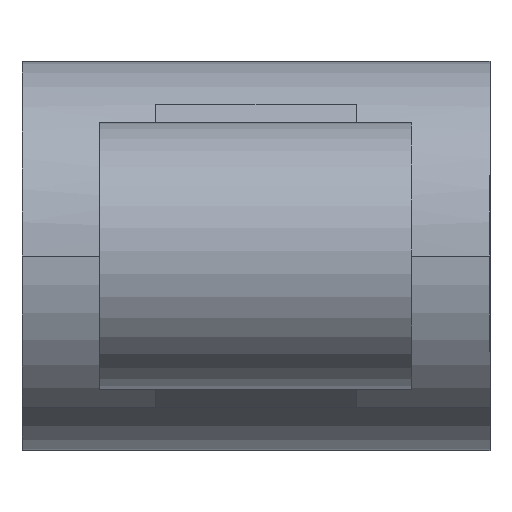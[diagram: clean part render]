
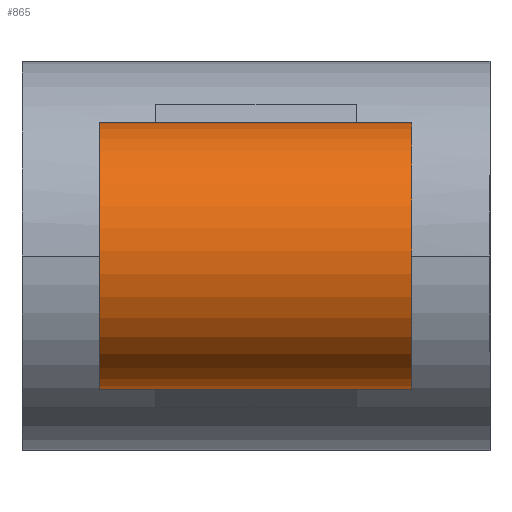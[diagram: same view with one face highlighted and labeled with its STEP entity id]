
A CAD part, left-side view. The second image highlights one B-rep face of the part: STEP entity #865.
In plain terms, the highlighted cylindrical face has radius 304.8 mm (diameter 609.6 mm), a partial arc.
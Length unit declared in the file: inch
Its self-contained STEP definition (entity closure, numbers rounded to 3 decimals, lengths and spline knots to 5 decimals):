
#192=CARTESIAN_POINT('',(-89.,-9.,0.));
#193=DIRECTION('',(0.,-1.,0.));
#194=DIRECTION('',(1.,0.,0.));
#195=AXIS2_PLACEMENT_3D('',#192,#193,#194);
#285=CARTESIAN_POINT('',(-89.,9.,0.));
#286=DIRECTION('',(0.,-1.,0.));
#287=DIRECTION('',(1.,0.,0.));
#288=AXIS2_PLACEMENT_3D('',#285,#286,#287);
#334=DIRECTION('',(0.,1.,0.));
#335=VECTOR('',#334,18.);
#336=CARTESIAN_POINT('',(-83.65014,-9.,10.74146));
#337=LINE('',#336,#335);
#338=DIRECTION('',(0.,1.,0.));
#339=VECTOR('',#338,5.);
#340=CARTESIAN_POINT('',(-77.,-14.,0.));
#341=LINE('',#340,#339);
#342=CARTESIAN_POINT('',(-89.,-14.,0.));
#343=DIRECTION('',(0.,-1.,0.));
#344=DIRECTION('',(1.,0.,0.));
#345=AXIS2_PLACEMENT_3D('',#342,#343,#344);
#347=DIRECTION('',(0.,1.,0.));
#348=VECTOR('',#347,5.);
#349=CARTESIAN_POINT('',(-83.65014,-14.,-10.74146));
#350=LINE('',#349,#348);
#351=DIRECTION('',(0.,1.,0.));
#352=VECTOR('',#351,18.);
#353=CARTESIAN_POINT('',(-83.65014,-9.,-10.74146));
#354=LINE('',#353,#352);
#355=DIRECTION('',(0.,1.,0.));
#356=VECTOR('',#355,5.);
#357=CARTESIAN_POINT('',(-83.65014,9.,-10.74146));
#358=LINE('',#357,#356);
#359=CARTESIAN_POINT('',(-89.,14.,0.));
#360=DIRECTION('',(0.,1.,0.));
#361=DIRECTION('',(0.446,0.,-0.895));
#362=AXIS2_PLACEMENT_3D('',#359,#360,#361);
#364=DIRECTION('',(0.,-1.,0.));
#365=VECTOR('',#364,5.);
#366=CARTESIAN_POINT('',(-77.,14.,0.));
#367=LINE('',#366,#365);
#510=CARTESIAN_POINT('',(-83.65014,9.,-10.74146));
#511=CARTESIAN_POINT('',(-83.65014,14.,-10.74146));
#512=VERTEX_POINT('',#510);
#513=VERTEX_POINT('',#511);
#516=CARTESIAN_POINT('',(-77.,14.,0.));
#517=VERTEX_POINT('',#516);
#522=CARTESIAN_POINT('',(-77.,9.,0.));
#523=CARTESIAN_POINT('',(-83.65014,9.,10.74146));
#524=VERTEX_POINT('',#522);
#525=VERTEX_POINT('',#523);
#532=CARTESIAN_POINT('',(-77.,-9.,0.));
#533=CARTESIAN_POINT('',(-83.65014,-9.,10.74146));
#534=VERTEX_POINT('',#532);
#535=VERTEX_POINT('',#533);
#536=CARTESIAN_POINT('',(-83.65014,-9.,-10.74146));
#537=VERTEX_POINT('',#536);
#540=CARTESIAN_POINT('',(-77.,-14.,0.));
#541=VERTEX_POINT('',#540);
#544=CARTESIAN_POINT('',(-83.65014,-14.,-10.74146));
#545=VERTEX_POINT('',#544);
#842=CARTESIAN_POINT('',(-89.,-21.,0.));
#843=DIRECTION('',(0.,1.,0.));
#844=DIRECTION('',(1.,0.,0.));
#845=AXIS2_PLACEMENT_3D('',#842,#843,#844);
#846=CYLINDRICAL_SURFACE('',#845,12.);
#847=ORIENTED_EDGE('',*,*,#835,.F.);
#848=ORIENTED_EDGE('',*,*,#701,.F.);
#850=ORIENTED_EDGE('',*,*,#849,.F.);
#852=ORIENTED_EDGE('',*,*,#851,.T.);
#854=ORIENTED_EDGE('',*,*,#853,.T.);
#855=ORIENTED_EDGE('',*,*,#738,.T.);
#857=ORIENTED_EDGE('',*,*,#856,.T.);
#859=ORIENTED_EDGE('',*,*,#858,.T.);
#861=ORIENTED_EDGE('',*,*,#860,.T.);
#862=ORIENTED_EDGE('',*,*,#784,.T.);
#863=EDGE_LOOP('',(#847,#848,#850,#852,#854,#855,#857,#859,#861,#862));
#864=FACE_OUTER_BOUND('',#863,.F.);
#196=CIRCLE('',#195,12.);
#289=CIRCLE('',#288,12.);
#346=CIRCLE('',#345,12.);
#363=CIRCLE('',#362,12.);
#701=EDGE_CURVE('',#534,#535,#196,.T.);
#738=EDGE_CURVE('',#537,#512,#354,.T.);
#784=EDGE_CURVE('',#524,#525,#289,.T.);
#835=EDGE_CURVE('',#535,#525,#337,.T.);
#849=EDGE_CURVE('',#541,#534,#341,.T.);
#851=EDGE_CURVE('',#541,#545,#346,.T.);
#853=EDGE_CURVE('',#545,#537,#350,.T.);
#856=EDGE_CURVE('',#512,#513,#358,.T.);
#858=EDGE_CURVE('',#513,#517,#363,.T.);
#860=EDGE_CURVE('',#517,#524,#367,.T.);
#865=ADVANCED_FACE('',(#864),#846,.T.);
